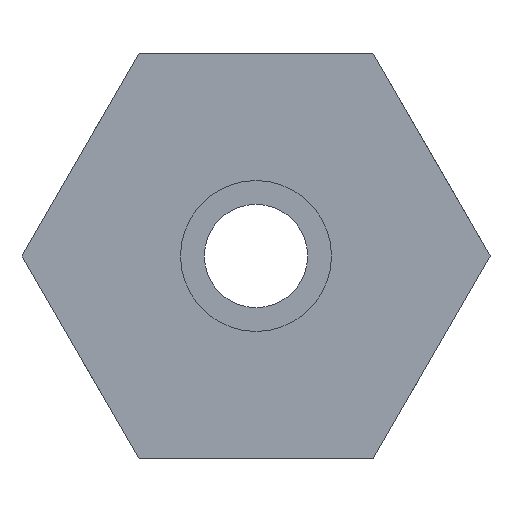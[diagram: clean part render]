
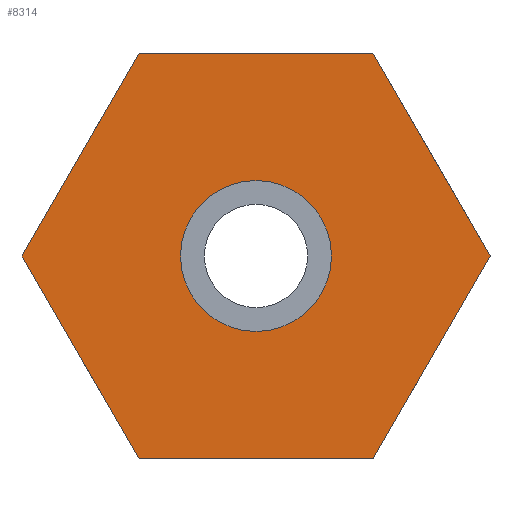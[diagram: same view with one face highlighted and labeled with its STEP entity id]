
A CAD part, front view. The second image highlights one B-rep face of the part: STEP entity #8314.
In plain terms, the highlighted planar face has unit normal (0, -1, 0).
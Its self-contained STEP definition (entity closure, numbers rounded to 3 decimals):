
#7874 = CYLINDRICAL_SURFACE('',#7875,3.);
#7875 = AXIS2_PLACEMENT_3D('',#7876,#7877,#7878);
#7876 = CARTESIAN_POINT('',(0.,3.2,0.));
#7877 = DIRECTION('',(-0.,-1.,-0.));
#7878 = DIRECTION('',(1.,0.,0.));
#7930 = VERTEX_POINT('',#7931);
#7931 = CARTESIAN_POINT('',(3.,0.,0.));
#7954 = EDGE_CURVE('',#7930,#7930,#7955,.T.);
#7955 = SURFACE_CURVE('',#7956,(#7961,#7968),.PCURVE_S1.);
#7956 = CIRCLE('',#7957,3.);
#7957 = AXIS2_PLACEMENT_3D('',#7958,#7959,#7960);
#7958 = CARTESIAN_POINT('',(0.,0.,0.));
#7959 = DIRECTION('',(0.,-1.,0.));
#7960 = DIRECTION('',(1.,0.,0.));
#7961 = PCURVE('',#7874,#7962);
#7962 = DEFINITIONAL_REPRESENTATION('',(#7963),#7967);
#7963 = LINE('',#7964,#7965);
#7964 = CARTESIAN_POINT('',(0.,3.2));
#7965 = VECTOR('',#7966,1.);
#7966 = DIRECTION('',(1.,0.));
#7967 = ( GEOMETRIC_REPRESENTATION_CONTEXT(2) 
PARAMETRIC_REPRESENTATION_CONTEXT() REPRESENTATION_CONTEXT('2D SPACE',''
  ) );
#7968 = PCURVE('',#7969,#7974);
#7969 = PLANE('',#7970);
#7970 = AXIS2_PLACEMENT_3D('',#7971,#7972,#7973);
#7971 = CARTESIAN_POINT('',(0.,0.,0.));
#7972 = DIRECTION('',(-0.,-1.,-0.));
#7973 = DIRECTION('',(1.,0.,0.));
#7974 = DEFINITIONAL_REPRESENTATION('',(#7975),#7979);
#7975 = CIRCLE('',#7976,3.);
#7976 = AXIS2_PLACEMENT_2D('',#7977,#7978);
#7977 = CARTESIAN_POINT('',(0.,0.));
#7978 = DIRECTION('',(1.,-0.));
#7979 = ( GEOMETRIC_REPRESENTATION_CONTEXT(2) 
PARAMETRIC_REPRESENTATION_CONTEXT() REPRESENTATION_CONTEXT('2D SPACE',''
  ) );
#8314 = ADVANCED_FACE('',(#8315,#8473),#7969,.T.);
#8315 = FACE_BOUND('',#8316,.F.);
#8316 = EDGE_LOOP('',(#8317,#8345,#8371,#8397,#8423,#8449));
#8317 = ORIENTED_EDGE('',*,*,#8318,.T.);
#8318 = EDGE_CURVE('',#8319,#8321,#8323,.T.);
#8319 = VERTEX_POINT('',#8320);
#8320 = CARTESIAN_POINT('',(9.295,0.,0.));
#8321 = VERTEX_POINT('',#8322);
#8322 = CARTESIAN_POINT('',(4.648,0.,-8.05));
#8323 = SURFACE_CURVE('',#8324,(#8328,#8334),.PCURVE_S1.);
#8324 = LINE('',#8325,#8326);
#8325 = CARTESIAN_POINT('',(8.133,0.,-2.013));
#8326 = VECTOR('',#8327,1.);
#8327 = DIRECTION('',(-0.5,0.,-0.866));
#8328 = PCURVE('',#7969,#8329);
#8329 = DEFINITIONAL_REPRESENTATION('',(#8330),#8333);
#8330 = B_SPLINE_CURVE_WITH_KNOTS('',1,(#8331,#8332),.UNSPECIFIED.,.F.,
  .F.,(2,2),(-2.324,6.972),.PIECEWISE_BEZIER_KNOTS.);
#8331 = CARTESIAN_POINT('',(9.295,0.));
#8332 = CARTESIAN_POINT('',(4.648,-8.05));
#8333 = ( GEOMETRIC_REPRESENTATION_CONTEXT(2) 
PARAMETRIC_REPRESENTATION_CONTEXT() REPRESENTATION_CONTEXT('2D SPACE',''
  ) );
#8334 = PCURVE('',#8335,#8340);
#8335 = PLANE('',#8336);
#8336 = AXIS2_PLACEMENT_3D('',#8337,#8338,#8339);
#8337 = CARTESIAN_POINT('',(9.295,5014.4,
    0.));
#8338 = DIRECTION('',(0.866,0.,-0.5));
#8339 = DIRECTION('',(-0.5,0.,-0.866));
#8340 = DEFINITIONAL_REPRESENTATION('',(#8341),#8344);
#8341 = B_SPLINE_CURVE_WITH_KNOTS('',1,(#8342,#8343),.UNSPECIFIED.,.F.,
  .F.,(2,2),(-2.324,6.972),.PIECEWISE_BEZIER_KNOTS.);
#8342 = CARTESIAN_POINT('',(0.,-5014.4));
#8343 = CARTESIAN_POINT('',(9.295,-5014.4));
#8344 = ( GEOMETRIC_REPRESENTATION_CONTEXT(2) 
PARAMETRIC_REPRESENTATION_CONTEXT() REPRESENTATION_CONTEXT('2D SPACE',''
  ) );
#8345 = ORIENTED_EDGE('',*,*,#8346,.T.);
#8346 = EDGE_CURVE('',#8321,#8347,#8349,.T.);
#8347 = VERTEX_POINT('',#8348);
#8348 = CARTESIAN_POINT('',(-4.648,0.,-8.05));
#8349 = SURFACE_CURVE('',#8350,(#8354,#8360),.PCURVE_S1.);
#8350 = LINE('',#8351,#8352);
#8351 = CARTESIAN_POINT('',(2.324,0.,-8.05));
#8352 = VECTOR('',#8353,1.);
#8353 = DIRECTION('',(-1.,0.,0.));
#8354 = PCURVE('',#7969,#8355);
#8355 = DEFINITIONAL_REPRESENTATION('',(#8356),#8359);
#8356 = B_SPLINE_CURVE_WITH_KNOTS('',1,(#8357,#8358),.UNSPECIFIED.,.F.,
  .F.,(2,2),(-2.324,6.972),.PIECEWISE_BEZIER_KNOTS.);
#8357 = CARTESIAN_POINT('',(4.648,-8.05));
#8358 = CARTESIAN_POINT('',(-4.648,-8.05));
#8359 = ( GEOMETRIC_REPRESENTATION_CONTEXT(2) 
PARAMETRIC_REPRESENTATION_CONTEXT() REPRESENTATION_CONTEXT('2D SPACE',''
  ) );
#8360 = PCURVE('',#8361,#8366);
#8361 = PLANE('',#8362);
#8362 = AXIS2_PLACEMENT_3D('',#8363,#8364,#8365);
#8363 = CARTESIAN_POINT('',(4.648,5014.4,-8.05));
#8364 = DIRECTION('',(-0.,0.,-1.));
#8365 = DIRECTION('',(-1.,0.,0.));
#8366 = DEFINITIONAL_REPRESENTATION('',(#8367),#8370);
#8367 = B_SPLINE_CURVE_WITH_KNOTS('',1,(#8368,#8369),.UNSPECIFIED.,.F.,
  .F.,(2,2),(-2.324,6.972),.PIECEWISE_BEZIER_KNOTS.);
#8368 = CARTESIAN_POINT('',(0.,-5014.4));
#8369 = CARTESIAN_POINT('',(9.295,-5014.4));
#8370 = ( GEOMETRIC_REPRESENTATION_CONTEXT(2) 
PARAMETRIC_REPRESENTATION_CONTEXT() REPRESENTATION_CONTEXT('2D SPACE',''
  ) );
#8371 = ORIENTED_EDGE('',*,*,#8372,.T.);
#8372 = EDGE_CURVE('',#8347,#8373,#8375,.T.);
#8373 = VERTEX_POINT('',#8374);
#8374 = CARTESIAN_POINT('',(-9.295,0.,0.));
#8375 = SURFACE_CURVE('',#8376,(#8380,#8386),.PCURVE_S1.);
#8376 = LINE('',#8377,#8378);
#8377 = CARTESIAN_POINT('',(-5.81,0.,
    -6.038));
#8378 = VECTOR('',#8379,1.);
#8379 = DIRECTION('',(-0.5,0.,0.866));
#8380 = PCURVE('',#7969,#8381);
#8381 = DEFINITIONAL_REPRESENTATION('',(#8382),#8385);
#8382 = B_SPLINE_CURVE_WITH_KNOTS('',1,(#8383,#8384),.UNSPECIFIED.,.F.,
  .F.,(2,2),(-2.324,6.972),.PIECEWISE_BEZIER_KNOTS.);
#8383 = CARTESIAN_POINT('',(-4.648,-8.05));
#8384 = CARTESIAN_POINT('',(-9.295,0.));
#8385 = ( GEOMETRIC_REPRESENTATION_CONTEXT(2) 
PARAMETRIC_REPRESENTATION_CONTEXT() REPRESENTATION_CONTEXT('2D SPACE',''
  ) );
#8386 = PCURVE('',#8387,#8392);
#8387 = PLANE('',#8388);
#8388 = AXIS2_PLACEMENT_3D('',#8389,#8390,#8391);
#8389 = CARTESIAN_POINT('',(-4.648,5014.4,-8.05)
  );
#8390 = DIRECTION('',(-0.866,0.,-0.5));
#8391 = DIRECTION('',(-0.5,0.,0.866));
#8392 = DEFINITIONAL_REPRESENTATION('',(#8393),#8396);
#8393 = B_SPLINE_CURVE_WITH_KNOTS('',1,(#8394,#8395),.UNSPECIFIED.,.F.,
  .F.,(2,2),(-2.324,6.972),.PIECEWISE_BEZIER_KNOTS.);
#8394 = CARTESIAN_POINT('',(0.,-5014.4));
#8395 = CARTESIAN_POINT('',(9.295,-5014.4));
#8396 = ( GEOMETRIC_REPRESENTATION_CONTEXT(2) 
PARAMETRIC_REPRESENTATION_CONTEXT() REPRESENTATION_CONTEXT('2D SPACE',''
  ) );
#8397 = ORIENTED_EDGE('',*,*,#8398,.T.);
#8398 = EDGE_CURVE('',#8373,#8399,#8401,.T.);
#8399 = VERTEX_POINT('',#8400);
#8400 = CARTESIAN_POINT('',(-4.648,0.,8.05));
#8401 = SURFACE_CURVE('',#8402,(#8406,#8412),.PCURVE_S1.);
#8402 = LINE('',#8403,#8404);
#8403 = CARTESIAN_POINT('',(-8.133,0.,2.013)
  );
#8404 = VECTOR('',#8405,1.);
#8405 = DIRECTION('',(0.5,0.,0.866));
#8406 = PCURVE('',#7969,#8407);
#8407 = DEFINITIONAL_REPRESENTATION('',(#8408),#8411);
#8408 = B_SPLINE_CURVE_WITH_KNOTS('',1,(#8409,#8410),.UNSPECIFIED.,.F.,
  .F.,(2,2),(-2.324,6.972),.PIECEWISE_BEZIER_KNOTS.);
#8409 = CARTESIAN_POINT('',(-9.295,0.));
#8410 = CARTESIAN_POINT('',(-4.648,8.05));
#8411 = ( GEOMETRIC_REPRESENTATION_CONTEXT(2) 
PARAMETRIC_REPRESENTATION_CONTEXT() REPRESENTATION_CONTEXT('2D SPACE',''
  ) );
#8412 = PCURVE('',#8413,#8418);
#8413 = PLANE('',#8414);
#8414 = AXIS2_PLACEMENT_3D('',#8415,#8416,#8417);
#8415 = CARTESIAN_POINT('',(-9.295,5014.4,
    0.));
#8416 = DIRECTION('',(-0.866,0.,0.5));
#8417 = DIRECTION('',(0.5,0.,0.866));
#8418 = DEFINITIONAL_REPRESENTATION('',(#8419),#8422);
#8419 = B_SPLINE_CURVE_WITH_KNOTS('',1,(#8420,#8421),.UNSPECIFIED.,.F.,
  .F.,(2,2),(-2.324,6.972),.PIECEWISE_BEZIER_KNOTS.);
#8420 = CARTESIAN_POINT('',(0.,-5014.4));
#8421 = CARTESIAN_POINT('',(9.295,-5014.4));
#8422 = ( GEOMETRIC_REPRESENTATION_CONTEXT(2) 
PARAMETRIC_REPRESENTATION_CONTEXT() REPRESENTATION_CONTEXT('2D SPACE',''
  ) );
#8423 = ORIENTED_EDGE('',*,*,#8424,.T.);
#8424 = EDGE_CURVE('',#8399,#8425,#8427,.T.);
#8425 = VERTEX_POINT('',#8426);
#8426 = CARTESIAN_POINT('',(4.648,0.,8.05));
#8427 = SURFACE_CURVE('',#8428,(#8432,#8438),.PCURVE_S1.);
#8428 = LINE('',#8429,#8430);
#8429 = CARTESIAN_POINT('',(-2.324,0.,8.05));
#8430 = VECTOR('',#8431,1.);
#8431 = DIRECTION('',(1.,0.,0.));
#8432 = PCURVE('',#7969,#8433);
#8433 = DEFINITIONAL_REPRESENTATION('',(#8434),#8437);
#8434 = B_SPLINE_CURVE_WITH_KNOTS('',1,(#8435,#8436),.UNSPECIFIED.,.F.,
  .F.,(2,2),(-2.324,6.972),.PIECEWISE_BEZIER_KNOTS.);
#8435 = CARTESIAN_POINT('',(-4.648,8.05));
#8436 = CARTESIAN_POINT('',(4.648,8.05));
#8437 = ( GEOMETRIC_REPRESENTATION_CONTEXT(2) 
PARAMETRIC_REPRESENTATION_CONTEXT() REPRESENTATION_CONTEXT('2D SPACE',''
  ) );
#8438 = PCURVE('',#8439,#8444);
#8439 = PLANE('',#8440);
#8440 = AXIS2_PLACEMENT_3D('',#8441,#8442,#8443);
#8441 = CARTESIAN_POINT('',(-4.648,5014.4,8.05));
#8442 = DIRECTION('',(0.,0.,1.));
#8443 = DIRECTION('',(1.,0.,0.));
#8444 = DEFINITIONAL_REPRESENTATION('',(#8445),#8448);
#8445 = B_SPLINE_CURVE_WITH_KNOTS('',1,(#8446,#8447),.UNSPECIFIED.,.F.,
  .F.,(2,2),(-2.324,6.972),.PIECEWISE_BEZIER_KNOTS.);
#8446 = CARTESIAN_POINT('',(0.,-5014.4));
#8447 = CARTESIAN_POINT('',(9.295,-5014.4));
#8448 = ( GEOMETRIC_REPRESENTATION_CONTEXT(2) 
PARAMETRIC_REPRESENTATION_CONTEXT() REPRESENTATION_CONTEXT('2D SPACE',''
  ) );
#8449 = ORIENTED_EDGE('',*,*,#8450,.T.);
#8450 = EDGE_CURVE('',#8425,#8319,#8451,.T.);
#8451 = SURFACE_CURVE('',#8452,(#8456,#8462),.PCURVE_S1.);
#8452 = LINE('',#8453,#8454);
#8453 = CARTESIAN_POINT('',(5.81,0.,6.038));
#8454 = VECTOR('',#8455,1.);
#8455 = DIRECTION('',(0.5,0.,-0.866));
#8456 = PCURVE('',#7969,#8457);
#8457 = DEFINITIONAL_REPRESENTATION('',(#8458),#8461);
#8458 = B_SPLINE_CURVE_WITH_KNOTS('',1,(#8459,#8460),.UNSPECIFIED.,.F.,
  .F.,(2,2),(-2.324,6.972),.PIECEWISE_BEZIER_KNOTS.);
#8459 = CARTESIAN_POINT('',(4.648,8.05));
#8460 = CARTESIAN_POINT('',(9.295,0.));
#8461 = ( GEOMETRIC_REPRESENTATION_CONTEXT(2) 
PARAMETRIC_REPRESENTATION_CONTEXT() REPRESENTATION_CONTEXT('2D SPACE',''
  ) );
#8462 = PCURVE('',#8463,#8468);
#8463 = PLANE('',#8464);
#8464 = AXIS2_PLACEMENT_3D('',#8465,#8466,#8467);
#8465 = CARTESIAN_POINT('',(4.648,5014.4,8.05));
#8466 = DIRECTION('',(0.866,0.,0.5));
#8467 = DIRECTION('',(0.5,0.,-0.866));
#8468 = DEFINITIONAL_REPRESENTATION('',(#8469),#8472);
#8469 = B_SPLINE_CURVE_WITH_KNOTS('',1,(#8470,#8471),.UNSPECIFIED.,.F.,
  .F.,(2,2),(-2.324,6.972),.PIECEWISE_BEZIER_KNOTS.);
#8470 = CARTESIAN_POINT('',(0.,-5014.4));
#8471 = CARTESIAN_POINT('',(9.295,-5014.4));
#8472 = ( GEOMETRIC_REPRESENTATION_CONTEXT(2) 
PARAMETRIC_REPRESENTATION_CONTEXT() REPRESENTATION_CONTEXT('2D SPACE',''
  ) );
#8473 = FACE_BOUND('',#8474,.F.);
#8474 = EDGE_LOOP('',(#8475));
#8475 = ORIENTED_EDGE('',*,*,#7954,.T.);
